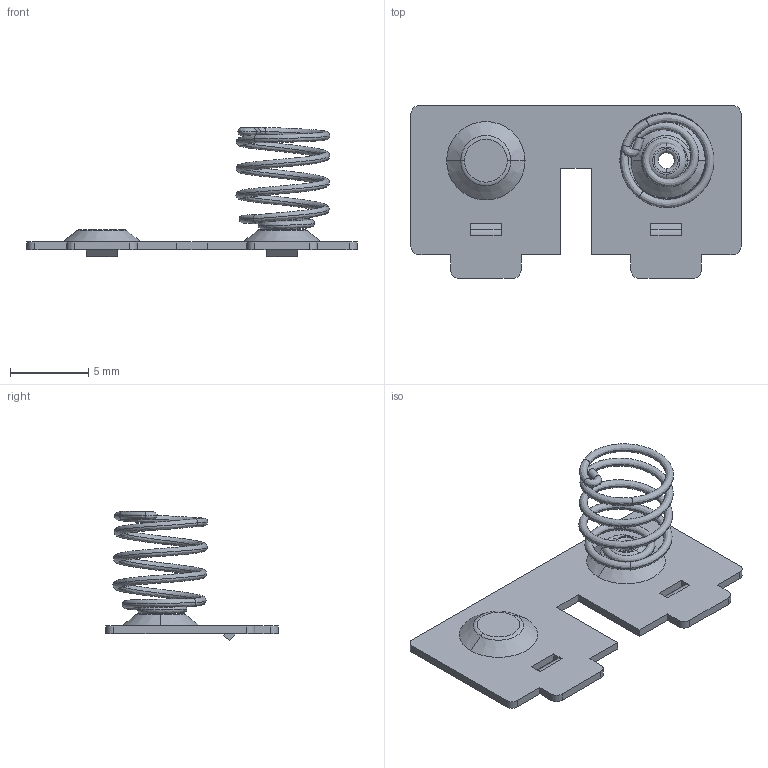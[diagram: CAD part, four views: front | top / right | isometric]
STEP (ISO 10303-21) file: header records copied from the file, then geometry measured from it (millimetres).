
FILE_DESCRIPTION (( 'STEP AP214' ), '1' );
FILE_NAME ('5214.STEP', '2014-04-01T18:40:17', ( '' ), ( '' ), 'SwSTEP 2.0', 'SolidWorks 2013', '' );
FILE_SCHEMA (( 'AUTOMOTIVE_DESIGN' ));
Length unit declared in the file: inch
Products named in the file (1): 5214
Bounding box: 21.06 x 11 x 8.25 mm (x, y, z)
Volume: 124.9 mm3; surface area: 624.4 mm2
Topology: 3 solids, 3 shells, 108 faces, 246 edges, 150 vertices
Faces by surface type: plane 52, cylinder 20, torus 16, bspline 12, cone 8
Entity records: 5878 total; most frequent: CARTESIAN_POINT 1955, DIRECTION 532, ORIENTED_EDGE 492, EDGE_CURVE 246, AXIS2_PLACEMENT_3D 199, VERTEX_POINT 150, VECTOR 134, LINE 134
